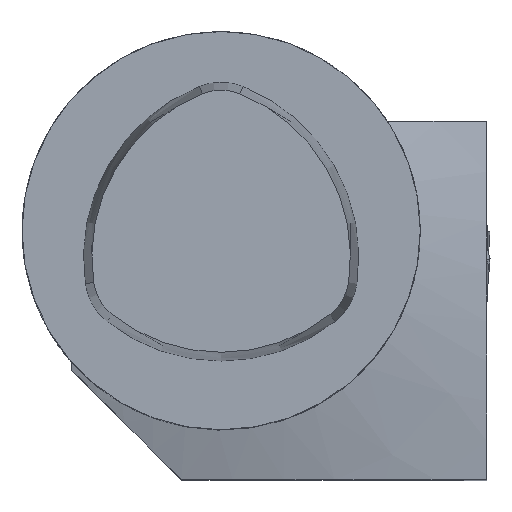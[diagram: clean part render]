
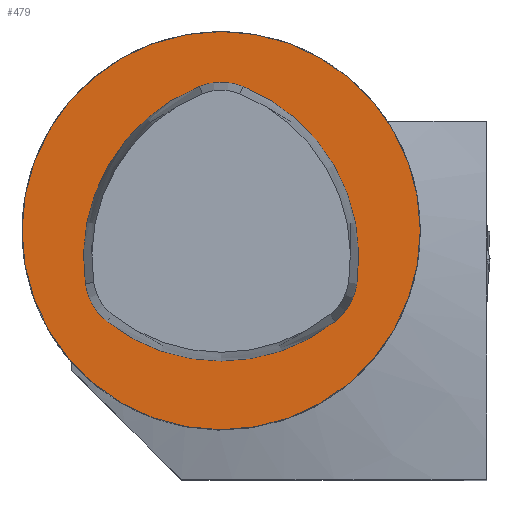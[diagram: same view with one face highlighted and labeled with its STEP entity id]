
A CAD part, top view. The second image highlights one B-rep face of the part: STEP entity #479.
In plain terms, the highlighted planar face has unit normal (0, 0, 1).
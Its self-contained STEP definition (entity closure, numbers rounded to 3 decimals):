
#479=ADVANCED_FACE('',(#640),#561,.T.);
#561=PLANE('',#1786);
#640=FACE_OUTER_BOUND('',#736,.T.);
#736=EDGE_LOOP('',(#962));
#962=ORIENTED_EDGE('',*,*,#1541,.F.);
#1362=VERTEX_POINT('',#2604);
#1541=EDGE_CURVE('',#1362,#1362,#1690,.T.);
#1690=CIRCLE('',#1780,20.);
#1780=AXIS2_PLACEMENT_3D('',#2603,#2060,#2061);
#1786=AXIS2_PLACEMENT_3D('',#2622,#2076,#2077);
#2060=DIRECTION('',(0.,0.,-1.));
#2061=DIRECTION('',(-1.,0.,0.));
#2076=DIRECTION('',(0.,0.,1.));
#2077=DIRECTION('',(-1.,0.,0.));
#2603=CARTESIAN_POINT('',(0.,0.,0.));
#2604=CARTESIAN_POINT('',(-20.,0.,0.));
#2622=CARTESIAN_POINT('',(0.,0.,0.));
